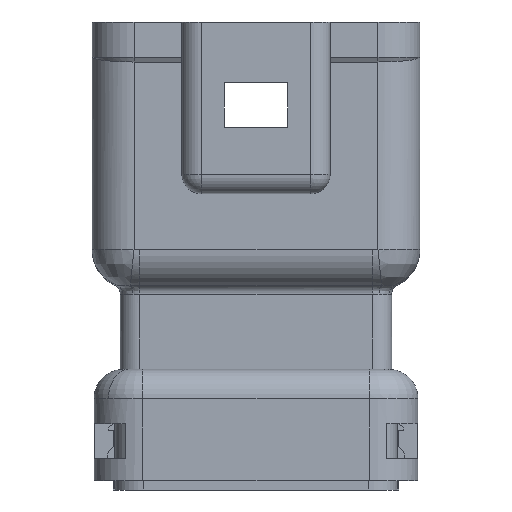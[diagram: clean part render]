
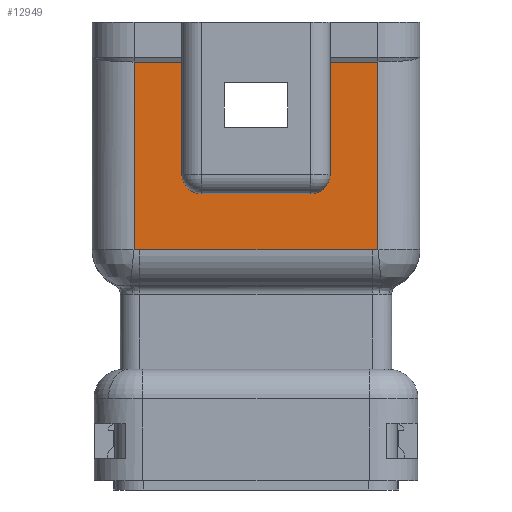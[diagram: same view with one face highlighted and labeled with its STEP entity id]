
A CAD part, front view. The second image highlights one B-rep face of the part: STEP entity #12949.
In plain terms, the highlighted planar face has unit normal (0, -1, 0).
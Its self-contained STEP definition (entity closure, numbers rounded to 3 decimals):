
#73 = CARTESIAN_POINT ( 'NONE',  ( 12.2, 2.2, -21.93 ) ) ;
#85 = AXIS2_PLACEMENT_3D ( 'NONE', #35103, #34725, #29089 ) ;
#684 = VERTEX_POINT ( 'NONE', #36329 ) ;
#1035 = VERTEX_POINT ( 'NONE', #25764 ) ;
#1456 = CARTESIAN_POINT ( 'NONE',  ( 12.2, 2.2, -21.93 ) ) ;
#2100 = EDGE_CURVE ( 'NONE', #7582, #35976, #15428, .T. ) ;
#2721 = CARTESIAN_POINT ( 'NONE',  ( 11.2, 2.2, -16.18 ) ) ;
#2928 = EDGE_CURVE ( 'NONE', #1035, #7548, #12916, .T. ) ;
#3098 = ORIENTED_EDGE ( 'NONE', *, *, #2928, .F. ) ;
#3219 = CARTESIAN_POINT ( 'NONE',  ( 4.6, 2.2, -21.93 ) ) ;
#3629 = DIRECTION ( 'NONE',  ( 0., -1., 0. ) ) ;
#3742 = LINE ( 'NONE', #36740, #23039 ) ;
#3932 = VERTEX_POINT ( 'NONE', #21003 ) ;
#6064 = CARTESIAN_POINT ( 'NONE',  ( 2.166, 2.2, -12.339 ) ) ;
#6750 = CARTESIAN_POINT ( 'NONE',  ( 14.595, 2.2, -12.335 ) ) ;
#6937 = CARTESIAN_POINT ( 'NONE',  ( 14.65, 2.2, -12.341 ) ) ;
#6946 = DIRECTION ( 'NONE',  ( 1., 0., 0. ) ) ;
#7021 = VECTOR ( 'NONE', #32697, 1000. ) ;
#7338 = ORIENTED_EDGE ( 'NONE', *, *, #35529, .F. ) ;
#7548 = VERTEX_POINT ( 'NONE', #33046 ) ;
#7582 = VERTEX_POINT ( 'NONE', #27981 ) ;
#8201 = DIRECTION ( 'NONE',  ( 0., 0., 1. ) ) ;
#8502 = VECTOR ( 'NONE', #9760, 1000. ) ;
#8597 = AXIS2_PLACEMENT_3D ( 'NONE', #21786, #3629, #6946 ) ;
#9079 = ORIENTED_EDGE ( 'NONE', *, *, #35852, .F. ) ;
#9364 = LINE ( 'NONE', #18556, #8502 ) ;
#9660 = CARTESIAN_POINT ( 'NONE',  ( 14.524, 2.2, -12.329 ) ) ;
#9760 = DIRECTION ( 'NONE',  ( 0., 0., 1. ) ) ;
#10254 = FACE_OUTER_BOUND ( 'NONE', #31570, .T. ) ;
#10376 = VECTOR ( 'NONE', #13900, 1000. ) ;
#11234 = ORIENTED_EDGE ( 'NONE', *, *, #27080, .T. ) ;
#11722 = LINE ( 'NONE', #27682, #26795 ) ;
#11973 = DIRECTION ( 'NONE',  ( 1., 0., 0. ) ) ;
#12794 = PLANE ( 'NONE',  #8597 ) ;
#12796 = VECTOR ( 'NONE', #11973, 1000. ) ;
#12916 =( BOUNDED_CURVE ( )  B_SPLINE_CURVE ( 3, ( #15530, #24717, #36215, #9660, #6750, #33675, #6937 ),
 .UNSPECIFIED., .F., .T. ) 
 B_SPLINE_CURVE_WITH_KNOTS ( ( 4, 1, 1, 1, 4 ),
 ( 0., 0.307, 0.606, 0.895, 1. ),
 .UNSPECIFIED. ) 
 CURVE ( )  GEOMETRIC_REPRESENTATION_ITEM ( )  RATIONAL_B_SPLINE_CURVE ( ( 1.098, 1.098, 1.098, 1.098, 1.098, 1.098, 1.098 ) ) 
 REPRESENTATION_ITEM ( '' )  );
#12949 = ADVANCED_FACE ( 'NONE', ( #10254 ), #12794, .T. ) ;
#13054 = ORIENTED_EDGE ( 'NONE', *, *, #20127, .T. ) ;
#13673 = ORIENTED_EDGE ( 'NONE', *, *, #14752, .F. ) ;
#13800 = VERTEX_POINT ( 'NONE', #13848 ) ;
#13848 = CARTESIAN_POINT ( 'NONE',  ( 11.2, 2.2, -15.18 ) ) ;
#13900 = DIRECTION ( 'NONE',  ( 0., 0., 1. ) ) ;
#14251 = DIRECTION ( 'NONE',  ( 0., 1., 0. ) ) ;
#14752 = EDGE_CURVE ( 'NONE', #35976, #1035, #3742, .T. ) ;
#15338 = AXIS2_PLACEMENT_3D ( 'NONE', #2721, #14251, #8201 ) ;
#15428 =( BOUNDED_CURVE ( )  B_SPLINE_CURVE ( 3, ( #26566, #6064, #38487, #29892, #15430, #27349, #23837 ),
 .UNSPECIFIED., .F., .T. ) 
 B_SPLINE_CURVE_WITH_KNOTS ( ( 4, 1, 1, 1, 4 ),
 ( 0., 0.141, 0.419, 0.707, 1. ),
 .UNSPECIFIED. ) 
 CURVE ( )  GEOMETRIC_REPRESENTATION_ITEM ( )  RATIONAL_B_SPLINE_CURVE ( ( 1.098, 1.098, 1.098, 1.098, 1.098, 1.098, 1.098 ) ) 
 REPRESENTATION_ITEM ( '' )  );
#15430 = CARTESIAN_POINT ( 'NONE',  ( 2.368, 2.2, -12.324 ) ) ;
#15519 = CARTESIAN_POINT ( 'NONE',  ( 11.2, 2.2, -15.18 ) ) ;
#15530 = CARTESIAN_POINT ( 'NONE',  ( 14.35, 2.2, -12.323 ) ) ;
#16333 = EDGE_CURVE ( 'NONE', #18758, #7582, #24889, .T. ) ;
#16338 = LINE ( 'NONE', #24950, #29441 ) ;
#16678 = CARTESIAN_POINT ( 'NONE',  ( 2.45, 2.2, -12.323 ) ) ;
#17072 = CARTESIAN_POINT ( 'NONE',  ( 14.65, 2.2, -21.93 ) ) ;
#17814 = ORIENTED_EDGE ( 'NONE', *, *, #32782, .T. ) ;
#18455 = ORIENTED_EDGE ( 'NONE', *, *, #2100, .F. ) ;
#18556 = CARTESIAN_POINT ( 'NONE',  ( 4.6, 2.2, -21.93 ) ) ;
#18758 = VERTEX_POINT ( 'NONE', #27871 ) ;
#19079 = CIRCLE ( 'NONE', #15338, 1. ) ;
#19215 = DIRECTION ( 'NONE',  ( 0., 0., 1. ) ) ;
#19955 = VERTEX_POINT ( 'NONE', #17072 ) ;
#20127 = EDGE_CURVE ( 'NONE', #36038, #19955, #26831, .T. ) ;
#20146 = LINE ( 'NONE', #34792, #10376 ) ;
#20234 = ORIENTED_EDGE ( 'NONE', *, *, #24885, .T. ) ;
#21003 = CARTESIAN_POINT ( 'NONE',  ( 12.2, 2.2, -16.18 ) ) ;
#21786 = CARTESIAN_POINT ( 'NONE',  ( 2.15, 2.2, -21.93 ) ) ;
#22576 = DIRECTION ( 'NONE',  ( 0., 0., 1. ) ) ;
#23039 = VECTOR ( 'NONE', #30678, 1000. ) ;
#23837 = CARTESIAN_POINT ( 'NONE',  ( 2.45, 2.2, -12.323 ) ) ;
#24506 = LINE ( 'NONE', #15519, #7021 ) ;
#24717 = CARTESIAN_POINT ( 'NONE',  ( 14.379, 2.2, -12.323 ) ) ;
#24885 = EDGE_CURVE ( 'NONE', #13800, #3932, #19079, .T. ) ;
#24889 = LINE ( 'NONE', #33447, #26276 ) ;
#24950 = CARTESIAN_POINT ( 'NONE',  ( 12.2, 2.2, -21.93 ) ) ;
#25764 = CARTESIAN_POINT ( 'NONE',  ( 14.35, 2.2, -12.323 ) ) ;
#26276 = VECTOR ( 'NONE', #19215, 1000. ) ;
#26566 = CARTESIAN_POINT ( 'NONE',  ( 2.15, 2.2, -12.341 ) ) ;
#26795 = VECTOR ( 'NONE', #33907, 1000. ) ;
#26831 = LINE ( 'NONE', #73, #12796 ) ;
#27080 = EDGE_CURVE ( 'NONE', #19955, #7548, #20146, .T. ) ;
#27349 = CARTESIAN_POINT ( 'NONE',  ( 2.422, 2.2, -12.323 ) ) ;
#27682 = CARTESIAN_POINT ( 'NONE',  ( 2.15, 2.2, -21.93 ) ) ;
#27871 = CARTESIAN_POINT ( 'NONE',  ( 2.15, 2.2, -21.93 ) ) ;
#27981 = CARTESIAN_POINT ( 'NONE',  ( 2.15, 2.2, -12.341 ) ) ;
#29089 = DIRECTION ( 'NONE',  ( -1., 0., 0. ) ) ;
#29441 = VECTOR ( 'NONE', #22576, 1000. ) ;
#29892 = CARTESIAN_POINT ( 'NONE',  ( 2.284, 2.2, -12.328 ) ) ;
#30678 = DIRECTION ( 'NONE',  ( 1., 0., 0. ) ) ;
#31570 = EDGE_LOOP ( 'NONE', ( #20234, #7338, #13054, #11234, #3098, #13673, #18455, #36200, #33500, #17814, #34810, #9079 ) ) ;
#31591 = EDGE_CURVE ( 'NONE', #18758, #35785, #11722, .T. ) ;
#32697 = DIRECTION ( 'NONE',  ( -1., 0., 0. ) ) ;
#32782 = EDGE_CURVE ( 'NONE', #35785, #33538, #9364, .T. ) ;
#33046 = CARTESIAN_POINT ( 'NONE',  ( 14.65, 2.2, -12.341 ) ) ;
#33117 = EDGE_CURVE ( 'NONE', #33538, #684, #34355, .T. ) ;
#33447 = CARTESIAN_POINT ( 'NONE',  ( 2.15, 2.2, -21.93 ) ) ;
#33500 = ORIENTED_EDGE ( 'NONE', *, *, #31591, .T. ) ;
#33538 = VERTEX_POINT ( 'NONE', #35205 ) ;
#33675 = CARTESIAN_POINT ( 'NONE',  ( 14.638, 2.2, -12.339 ) ) ;
#33907 = DIRECTION ( 'NONE',  ( 1., 0., 0. ) ) ;
#34355 = CIRCLE ( 'NONE', #85, 1. ) ;
#34725 = DIRECTION ( 'NONE',  ( 0., 1., 0. ) ) ;
#34792 = CARTESIAN_POINT ( 'NONE',  ( 14.65, 2.2, -21.93 ) ) ;
#34810 = ORIENTED_EDGE ( 'NONE', *, *, #33117, .T. ) ;
#35103 = CARTESIAN_POINT ( 'NONE',  ( 5.6, 2.2, -16.18 ) ) ;
#35205 = CARTESIAN_POINT ( 'NONE',  ( 4.6, 2.2, -16.18 ) ) ;
#35529 = EDGE_CURVE ( 'NONE', #36038, #3932, #16338, .T. ) ;
#35785 = VERTEX_POINT ( 'NONE', #3219 ) ;
#35852 = EDGE_CURVE ( 'NONE', #13800, #684, #24506, .T. ) ;
#35976 = VERTEX_POINT ( 'NONE', #16678 ) ;
#36038 = VERTEX_POINT ( 'NONE', #1456 ) ;
#36200 = ORIENTED_EDGE ( 'NONE', *, *, #16333, .F. ) ;
#36215 = CARTESIAN_POINT ( 'NONE',  ( 14.436, 2.2, -12.324 ) ) ;
#36329 = CARTESIAN_POINT ( 'NONE',  ( 5.6, 2.2, -15.18 ) ) ;
#36740 = CARTESIAN_POINT ( 'NONE',  ( 2.45, 2.2, -12.323 ) ) ;
#38487 = CARTESIAN_POINT ( 'NONE',  ( 2.211, 2.2, -12.335 ) ) ;
